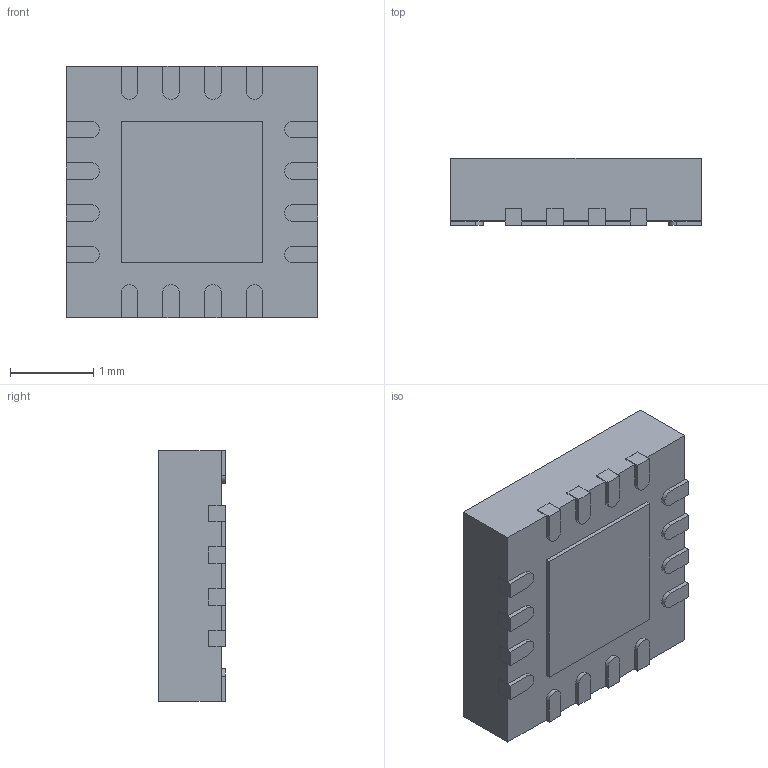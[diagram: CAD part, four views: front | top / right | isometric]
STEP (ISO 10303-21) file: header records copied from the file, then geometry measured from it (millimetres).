
FILE_DESCRIPTION (( 'STEP AP214' ), '1' );
FILE_NAME ('User Library-S-PWQFN-N16.STEP', '2019-11-07T22:49:36', ( '' ), ( '' ), 'SwSTEP 2.0', 'SolidWorks 2019', '' );
FILE_SCHEMA (( 'AUTOMOTIVE_DESIGN' ));
Length unit declared in the file: millimetre
Products named in the file (1): User Library-S-PWQFN-N16
Bounding box: 3.02 x 0.8 x 3.02 mm (x, y, z)
Volume: 7 mm3; surface area: 28.4 mm2
Topology: 1 solids, 1 shells, 462 faces, 1272 edges, 848 vertices
Faces by surface type: plane 322, bspline 117, cylinder 21, cone 2
Entity records: 20342 total; most frequent: CARTESIAN_POINT 9112, ORIENTED_EDGE 2544, DIRECTION 1776, EDGE_CURVE 1272, VECTOR 992, LINE 992, VERTEX_POINT 848, EDGE_LOOP 498
